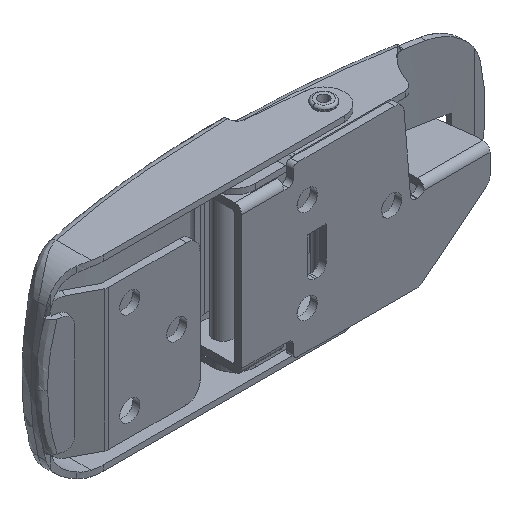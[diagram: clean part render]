
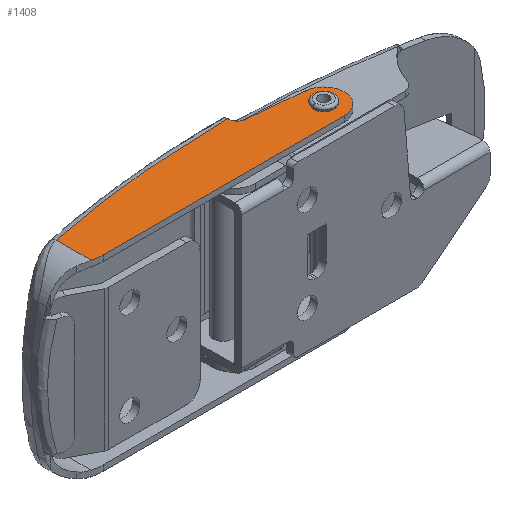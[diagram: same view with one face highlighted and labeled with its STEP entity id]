
A CAD part, isometric view. The second image highlights one B-rep face of the part: STEP entity #1408.
In plain terms, the highlighted planar face has unit normal (0, 0, 1).
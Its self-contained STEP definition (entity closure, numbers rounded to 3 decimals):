
#1082 = EDGE_CURVE ( 'NONE', #10370, #10371, #4612, .T. ) ;
#1100 = EDGE_CURVE ( 'NONE', #10389, #10388, #4104, .T. ) ;
#1224 = ORIENTED_EDGE ( 'NONE', *, *, #1100, .T. ) ;
#1225 = ORIENTED_EDGE ( 'NONE', *, *, #1487, .T. ) ;
#1226 = ORIENTED_EDGE ( 'NONE', *, *, #1486, .T. ) ;
#1227 = ORIENTED_EDGE ( 'NONE', *, *, #1488, .T. ) ;
#1228 = ORIENTED_EDGE ( 'NONE', *, *, #1483, .T. ) ;
#1229 = ORIENTED_EDGE ( 'NONE', *, *, #1489, .T. ) ;
#1230 = ORIENTED_EDGE ( 'NONE', *, *, #1491, .T. ) ;
#1231 = ORIENTED_EDGE ( 'NONE', *, *, #1490, .T. ) ;
#1233 = ORIENTED_EDGE ( 'NONE', *, *, #1492, .F. ) ;
#1234 = ORIENTED_EDGE ( 'NONE', *, *, #1082, .F. ) ;
#1408 = ADVANCED_FACE ( 'NONE', ( #4118, #4119 ), #5028, .T. ) ;
#1483 = EDGE_CURVE ( 'NONE', #10418, #10419, #4195, .T. ) ;
#1486 = EDGE_CURVE ( 'NONE', #10388, #10422, #9546, .T. ) ;
#1487 = EDGE_CURVE ( 'NONE', #10422, #10423, #4198, .T. ) ;
#1488 = EDGE_CURVE ( 'NONE', #10423, #10418, #5537, .T. ) ;
#1489 = EDGE_CURVE ( 'NONE', #10419, #10424, #5547, .T. ) ;
#1490 = EDGE_CURVE ( 'NONE', #10424, #10425, #4199, .T. ) ;
#1491 = EDGE_CURVE ( 'NONE', #10425, #10389, #5543, .T. ) ;
#1492 = EDGE_CURVE ( 'NONE', #10371, #10370, #5549, .T. ) ;
#1872 = EDGE_LOOP ( 'NONE', ( #1224, #1226, #1225, #1227, #1228, #1229, #1231, #1230 ) ) ;
#1873 = EDGE_LOOP ( 'NONE', ( #1234, #1233 ) ) ;
#4104 = LINE ( 'NONE', #4819, #4637 ) ;
#4118 = FACE_OUTER_BOUND ( 'NONE', #1872, .T. ) ;
#4119 = FACE_BOUND ( 'NONE', #1873, .T. ) ;
#4195 = LINE ( 'NONE', #5635, #5545 ) ;
#4198 = LINE ( 'NONE', #5647, #5550 ) ;
#4199 = LINE ( 'NONE', #5655, #5553 ) ;
#4612 = CIRCLE ( 'NONE', #4614, 2.1 ) ;
#4614 = AXIS2_PLACEMENT_3D ( 'NONE', #4757, #4758, #4759 ) ;
#4637 = VECTOR ( 'NONE', #4820, 1000. ) ;
#4757 = CARTESIAN_POINT ( 'NONE',  ( 0., 0., 20. ) ) ;
#4758 = DIRECTION ( 'NONE',  ( 0., 0., 1. ) ) ;
#4759 = DIRECTION ( 'NONE',  ( 1., 0., 0. ) ) ;
#4819 = CARTESIAN_POINT ( 'NONE',  ( -13., 9., 20. ) ) ;
#4820 = DIRECTION ( 'NONE',  ( 0., 1., 0. ) ) ;
#4882 = AXIS2_PLACEMENT_3D ( 'NONE', #5029, #5030, #5031 ) ;
#5028 = PLANE ( 'NONE',  #4882 ) ;
#5029 = CARTESIAN_POINT ( 'NONE',  ( -13.309, -191., 20. ) ) ;
#5030 = DIRECTION ( 'NONE',  ( 0., 0., 1. ) ) ;
#5031 = DIRECTION ( 'NONE',  ( 1., 0., 0. ) ) ;
#5537 = CIRCLE ( 'NONE', #5551, 10. ) ;
#5543 = CIRCLE ( 'NONE', #5554, 2. ) ;
#5545 = VECTOR ( 'NONE', #5636, 1000. ) ;
#5547 = CIRCLE ( 'NONE', #5552, 4.4 ) ;
#5549 = CIRCLE ( 'NONE', #5555, 2.1 ) ;
#5550 = VECTOR ( 'NONE', #5648, 1000. ) ;
#5551 = AXIS2_PLACEMENT_3D ( 'NONE', #5649, #5650, #5651 ) ;
#5552 = AXIS2_PLACEMENT_3D ( 'NONE', #5652, #5653, #5654 ) ;
#5553 = VECTOR ( 'NONE', #5656, 1000. ) ;
#5554 = AXIS2_PLACEMENT_3D ( 'NONE', #5657, #5658, #5659 ) ;
#5555 = AXIS2_PLACEMENT_3D ( 'NONE', #5660, #5661, #5662 ) ;
#5635 = CARTESIAN_POINT ( 'NONE',  ( 0., -4.4, 20. ) ) ;
#5636 = DIRECTION ( 'NONE',  ( 1., 0., 0. ) ) ;
#5641 = CARTESIAN_POINT ( 'NONE',  ( -13., 7.5, 20. ) ) ;
#5642 = CARTESIAN_POINT ( 'NONE',  ( -19.84, 7.51, 20. ) ) ;
#5643 = CARTESIAN_POINT ( 'NONE',  ( -26.667, 7.168, 20. ) ) ;
#5644 = CARTESIAN_POINT ( 'NONE',  ( -40.297, 5.775, 20. ) ) ;
#5645 = CARTESIAN_POINT ( 'NONE',  ( -47.053, 4.731, 20. ) ) ;
#5646 = CARTESIAN_POINT ( 'NONE',  ( -53.749, 3.337, 20. ) ) ;
#5647 = CARTESIAN_POINT ( 'NONE',  ( -53.749, -4.4, 20. ) ) ;
#5648 = DIRECTION ( 'NONE',  ( 0., -1., 0. ) ) ;
#5649 = CARTESIAN_POINT ( 'NONE',  ( -51.449, 5.6, 20. ) ) ;
#5650 = DIRECTION ( 'NONE',  ( 0., 0., 1. ) ) ;
#5651 = DIRECTION ( 'NONE',  ( 1., 0., 0. ) ) ;
#5652 = CARTESIAN_POINT ( 'NONE',  ( 0., 0., 20. ) ) ;
#5653 = DIRECTION ( 'NONE',  ( 0., 0., 1. ) ) ;
#5654 = DIRECTION ( 'NONE',  ( 1., 0., 0. ) ) ;
#5655 = CARTESIAN_POINT ( 'NONE',  ( 0.398, 4.382, 20. ) ) ;
#5656 = DIRECTION ( 'NONE',  ( -0.996, 0.091, 0. ) ) ;
#5657 = CARTESIAN_POINT ( 'NONE',  ( -11., 7.426, 20. ) ) ;
#5658 = DIRECTION ( 'NONE',  ( 0., 0., -1. ) ) ;
#5659 = DIRECTION ( 'NONE',  ( 1., 0., 0. ) ) ;
#5660 = CARTESIAN_POINT ( 'NONE',  ( 0., 0., 20. ) ) ;
#5661 = DIRECTION ( 'NONE',  ( 0., 0., 1. ) ) ;
#5662 = DIRECTION ( 'NONE',  ( 1., 0., 0. ) ) ;
#7009 = CARTESIAN_POINT ( 'NONE',  ( -2.1, 0., 20. ) ) ;
#7010 = CARTESIAN_POINT ( 'NONE',  ( 2.1, 0., 20. ) ) ;
#7027 = CARTESIAN_POINT ( 'NONE',  ( -13., 7.5, 20. ) ) ;
#7028 = CARTESIAN_POINT ( 'NONE',  ( -13., 7.426, 20. ) ) ;
#7057 = CARTESIAN_POINT ( 'NONE',  ( -51.449, -4.4, 20. ) ) ;
#7058 = CARTESIAN_POINT ( 'NONE',  ( 0., -4.4, 20. ) ) ;
#7061 = CARTESIAN_POINT ( 'NONE',  ( -53.749, 3.337, 20. ) ) ;
#7062 = CARTESIAN_POINT ( 'NONE',  ( -53.749, -4.132, 20. ) ) ;
#7063 = CARTESIAN_POINT ( 'NONE',  ( 0.398, 4.382, 20. ) ) ;
#7064 = CARTESIAN_POINT ( 'NONE',  ( -11.181, 5.435, 20. ) ) ;
#9546 = B_SPLINE_CURVE_WITH_KNOTS ( 'NONE', 3,
 ( #5641, #5642, #5643, #5644, #5645, #5646 ),
 .UNSPECIFIED., .F., .F.,
 ( 4, 2, 4 ),
 ( 0., 0.5, 1. ),
 .UNSPECIFIED. ) ;
#10370 = VERTEX_POINT ( 'NONE', #7009 ) ;
#10371 = VERTEX_POINT ( 'NONE', #7010 ) ;
#10388 = VERTEX_POINT ( 'NONE', #7027 ) ;
#10389 = VERTEX_POINT ( 'NONE', #7028 ) ;
#10418 = VERTEX_POINT ( 'NONE', #7057 ) ;
#10419 = VERTEX_POINT ( 'NONE', #7058 ) ;
#10422 = VERTEX_POINT ( 'NONE', #7061 ) ;
#10423 = VERTEX_POINT ( 'NONE', #7062 ) ;
#10424 = VERTEX_POINT ( 'NONE', #7063 ) ;
#10425 = VERTEX_POINT ( 'NONE', #7064 ) ;
